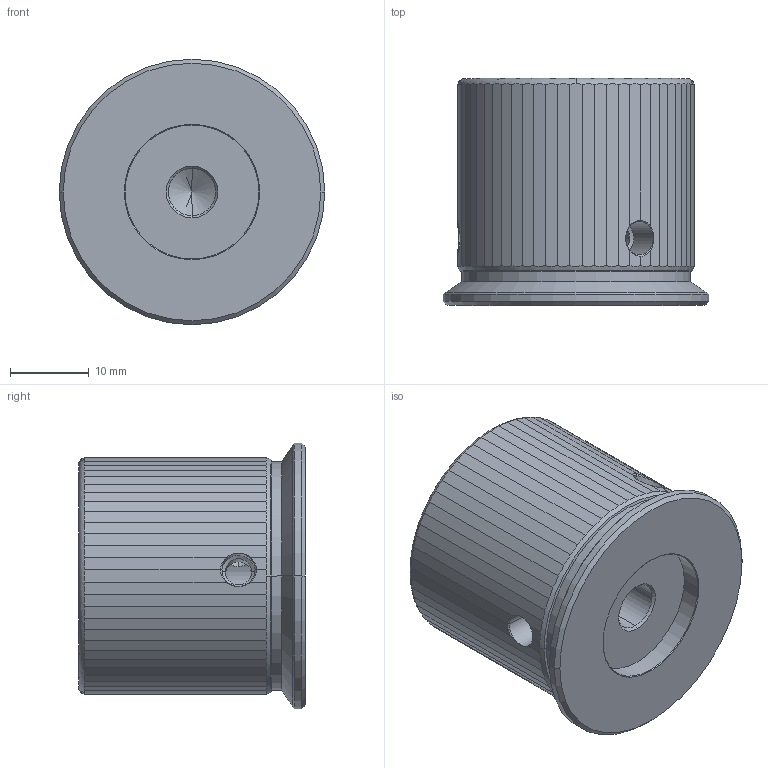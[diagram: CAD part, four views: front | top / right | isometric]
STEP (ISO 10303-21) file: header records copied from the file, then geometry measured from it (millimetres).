
FILE_DESCRIPTION (( 'STEP AP214' ), '1' );
FILE_NAME ('AC Knob v2 18mm.STEP', '2021-08-14T20:48:47', ( '' ), ( '' ), 'SwSTEP 2.0', 'SolidWorks 2018', '' );
FILE_SCHEMA (( 'AUTOMOTIVE_DESIGN' ));
Length unit declared in the file: millimetre
Products named in the file (1): AC Knob v2 18mm
Bounding box: 33.7 x 28.8 x 33.7 mm (x, y, z)
Volume: 19288.8 mm3; surface area: 5122.5 mm2
Topology: 1 solids, 1 shells, 109 faces, 296 edges, 186 vertices
Faces by surface type: plane 67, cone 24, cylinder 16, torus 2
Entity records: 3693 total; most frequent: CARTESIAN_POINT 1249, ORIENTED_EDGE 588, DIRECTION 415, EDGE_CURVE 294, VERTEX_POINT 186, AXIS2_PLACEMENT_3D 154, EDGE_LOOP 112, ADVANCED_FACE 109
